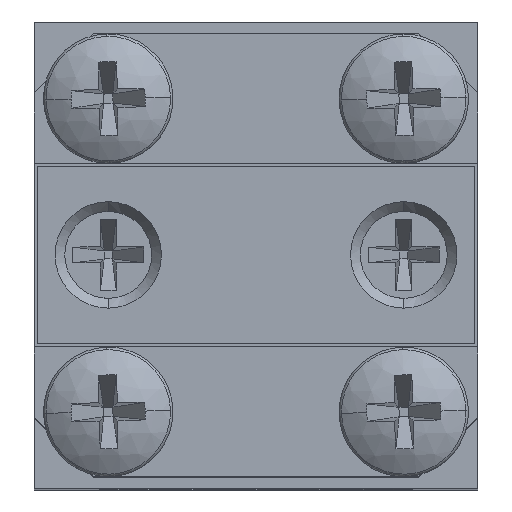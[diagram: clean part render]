
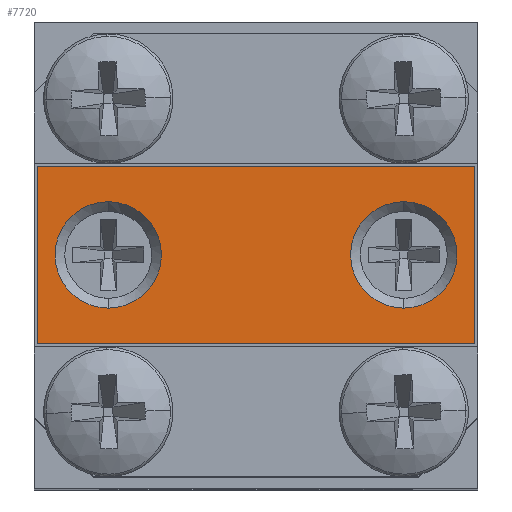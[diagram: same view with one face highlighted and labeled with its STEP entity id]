
A CAD part, top view. The second image highlights one B-rep face of the part: STEP entity #7720.
In plain terms, the highlighted face is planar.
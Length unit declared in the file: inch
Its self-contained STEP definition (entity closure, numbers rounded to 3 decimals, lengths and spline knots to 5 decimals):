
#318 = CIRCLE ( 'NONE', #1405, 0.09 ) ;
#582 = VECTOR ( 'NONE', #7541, 39.37008 ) ;
#633 = VERTEX_POINT ( 'NONE', #4126 ) ;
#637 = CARTESIAN_POINT ( 'NONE',  ( 0.37, 0.05, 0.15 ) ) ;
#963 = AXIS2_PLACEMENT_3D ( 'NONE', #3458, #2006, #6871 ) ;
#997 = CARTESIAN_POINT ( 'NONE',  ( 0.37, 0.05, 0.15 ) ) ;
#1148 = DIRECTION ( 'NONE',  ( 0., 1., 0. ) ) ;
#1232 = AXIS2_PLACEMENT_3D ( 'NONE', #10288, #1148, #8653 ) ;
#1384 = EDGE_CURVE ( 'NONE', #633, #11088, #7934, .T. ) ;
#1405 = AXIS2_PLACEMENT_3D ( 'NONE', #5989, #1732, #8567 ) ;
#1444 = VECTOR ( 'NONE', #3542, 39.37008 ) ;
#1482 = ORIENTED_EDGE ( 'NONE', *, *, #9137, .T. ) ;
#1629 = EDGE_CURVE ( 'NONE', #10713, #2961, #9973, .T. ) ;
#1678 = ORIENTED_EDGE ( 'NONE', *, *, #4511, .F. ) ;
#1732 = DIRECTION ( 'NONE',  ( 0., 1., 0. ) ) ;
#2006 = DIRECTION ( 'NONE',  ( 0., 1., 0. ) ) ;
#2014 = EDGE_LOOP ( 'NONE', ( #7092, #2553 ) ) ;
#2191 = CARTESIAN_POINT ( 'NONE',  ( 0.25, 0.05, 0. ) ) ;
#2386 = CARTESIAN_POINT ( 'NONE',  ( -0.37, 0.05, 0.15 ) ) ;
#2553 = ORIENTED_EDGE ( 'NONE', *, *, #3908, .F. ) ;
#2592 = EDGE_CURVE ( 'NONE', #7257, #2817, #5800, .T. ) ;
#2713 = PLANE ( 'NONE',  #1232 ) ;
#2803 = ORIENTED_EDGE ( 'NONE', *, *, #1384, .F. ) ;
#2817 = VERTEX_POINT ( 'NONE', #10121 ) ;
#2961 = VERTEX_POINT ( 'NONE', #10416 ) ;
#3438 = DIRECTION ( 'NONE',  ( 1., 0., 0. ) ) ;
#3458 = CARTESIAN_POINT ( 'NONE',  ( -0.25, 0.05, 0. ) ) ;
#3464 = CARTESIAN_POINT ( 'NONE',  ( -0.37, 0.05, -0.15 ) ) ;
#3542 = DIRECTION ( 'NONE',  ( 0., 0., -1. ) ) ;
#3625 = AXIS2_PLACEMENT_3D ( 'NONE', #2191, #3876, #7285 ) ;
#3631 = ORIENTED_EDGE ( 'NONE', *, *, #10147, .T. ) ;
#3632 = CARTESIAN_POINT ( 'NONE',  ( -0.25, 0.05, 0.09 ) ) ;
#3876 = DIRECTION ( 'NONE',  ( 0., 1., 0. ) ) ;
#3908 = EDGE_CURVE ( 'NONE', #2817, #7257, #318, .T. ) ;
#4126 = CARTESIAN_POINT ( 'NONE',  ( 0.25, 0.05, 0.09 ) ) ;
#4332 = FACE_BOUND ( 'NONE', #2014, .T. ) ;
#4363 = EDGE_LOOP ( 'NONE', ( #2803, #1678 ) ) ;
#4482 = CARTESIAN_POINT ( 'NONE',  ( 0.37, 0.05, -0.15 ) ) ;
#4511 = EDGE_CURVE ( 'NONE', #11088, #633, #10565, .T. ) ;
#4635 = CARTESIAN_POINT ( 'NONE',  ( 0.25, 0.05, 0. ) ) ;
#4994 = EDGE_CURVE ( 'NONE', #8772, #8793, #7810, .T. ) ;
#5162 = FACE_OUTER_BOUND ( 'NONE', #10493, .T. ) ;
#5286 = CARTESIAN_POINT ( 'NONE',  ( 0.25, 0.05, -0.09 ) ) ;
#5681 = DIRECTION ( 'NONE',  ( 0., 0., 1. ) ) ;
#5800 = CIRCLE ( 'NONE', #963, 0.09 ) ;
#5989 = CARTESIAN_POINT ( 'NONE',  ( -0.25, 0.05, 0. ) ) ;
#6366 = VECTOR ( 'NONE', #7740, 39.37008 ) ;
#6871 = DIRECTION ( 'NONE',  ( 0., 0., 1. ) ) ;
#7003 = ORIENTED_EDGE ( 'NONE', *, *, #4994, .T. ) ;
#7064 = FACE_BOUND ( 'NONE', #4363, .T. ) ;
#7092 = ORIENTED_EDGE ( 'NONE', *, *, #2592, .F. ) ;
#7137 = AXIS2_PLACEMENT_3D ( 'NONE', #4635, #10703, #5681 ) ;
#7257 = VERTEX_POINT ( 'NONE', #3632 ) ;
#7285 = DIRECTION ( 'NONE',  ( 0., 0., 1. ) ) ;
#7541 = DIRECTION ( 'NONE',  ( 0., 0., 1. ) ) ;
#7624 = LINE ( 'NONE', #10341, #6366 ) ;
#7699 = CARTESIAN_POINT ( 'NONE',  ( 0.37, 0.05, 0.15 ) ) ;
#7720 = ADVANCED_FACE ( 'NONE', ( #4332, #7064, #5162 ), #2713, .T. ) ;
#7740 = DIRECTION ( 'NONE',  ( -1., 0., 0. ) ) ;
#7810 = LINE ( 'NONE', #7699, #1444 ) ;
#7934 = CIRCLE ( 'NONE', #3625, 0.09 ) ;
#7990 = VECTOR ( 'NONE', #3438, 39.37008 ) ;
#8567 = DIRECTION ( 'NONE',  ( 0., 0., 1. ) ) ;
#8653 = DIRECTION ( 'NONE',  ( 0., 0., 1. ) ) ;
#8772 = VERTEX_POINT ( 'NONE', #997 ) ;
#8793 = VERTEX_POINT ( 'NONE', #4482 ) ;
#9137 = EDGE_CURVE ( 'NONE', #2961, #8772, #11101, .T. ) ;
#9973 = LINE ( 'NONE', #2386, #582 ) ;
#10121 = CARTESIAN_POINT ( 'NONE',  ( -0.25, 0.05, -0.09 ) ) ;
#10147 = EDGE_CURVE ( 'NONE', #8793, #10713, #7624, .T. ) ;
#10288 = CARTESIAN_POINT ( 'NONE',  ( 0., 0.05, 0. ) ) ;
#10341 = CARTESIAN_POINT ( 'NONE',  ( 0.37, 0.05, -0.15 ) ) ;
#10416 = CARTESIAN_POINT ( 'NONE',  ( -0.37, 0.05, 0.15 ) ) ;
#10493 = EDGE_LOOP ( 'NONE', ( #10811, #1482, #7003, #3631 ) ) ;
#10565 = CIRCLE ( 'NONE', #7137, 0.09 ) ;
#10703 = DIRECTION ( 'NONE',  ( 0., 1., 0. ) ) ;
#10713 = VERTEX_POINT ( 'NONE', #3464 ) ;
#10811 = ORIENTED_EDGE ( 'NONE', *, *, #1629, .T. ) ;
#11088 = VERTEX_POINT ( 'NONE', #5286 ) ;
#11101 = LINE ( 'NONE', #637, #7990 ) ;
